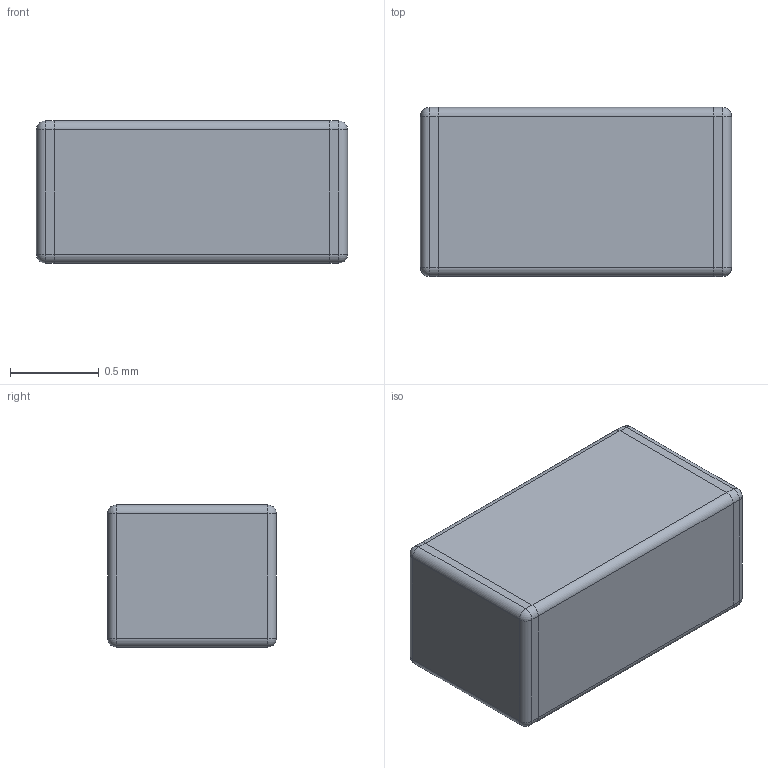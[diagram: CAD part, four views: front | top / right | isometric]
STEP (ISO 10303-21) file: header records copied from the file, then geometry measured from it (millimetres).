
FILE_DESCRIPTION(('Open CASCADE Model'),'2;1');
FILE_NAME('Open CASCADE Shape Model','2016-07-18T14:49:04',('Author'),( 'Open CASCADE'),'Open CASCADE STEP processor 6.8','Open CASCADE 6.8' ,'Unknown');
FILE_SCHEMA(('AUTOMOTIVE_DESIGN { 1 0 10303 214 1 1 1 1 }'));
Length unit declared in the file: millimetre
Products named in the file (8): PCB; Designator1; 762070800; Terminal; Open_CASCADE_STEP_translator_6.8_9.1.1; Open_CASCADE_STEP_translator_6.8_9.1.2; Mid_Body; Open_CASCADE_STEP_translator_6.8_9.2.1
Assembly tree (6 placements, depth 4):
  PCB
  Designator1
    762070800
      Terminal
        Open_CASCADE_STEP_translator_6.8_9.1.1
        Open_CASCADE_STEP_translator_6.8_9.1.2
      Mid_Body
        Open_CASCADE_STEP_translator_6.8_9.2.1
Bounding box: 1.75 x 0.95 x 0.8 mm (x, y, z)
Volume: 1.3 mm3; surface area: 10.4 mm2
Topology: 3 solids, 3 shells, 46 faces, 104 edges, 56 vertices
Faces by surface type: cylinder 20, plane 18, sphere 8
Entity records: 2580 total; most frequent: CARTESIAN_POINT 429, DIRECTION 402, LINE 200, VECTOR 200, ORIENTED_EDGE 192, PCURVE 192, DEFINITIONAL_REPRESENTATION 192, EDGE_CURVE 96
